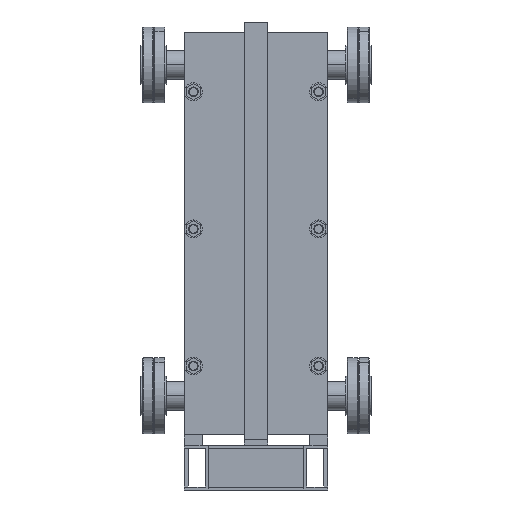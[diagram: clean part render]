
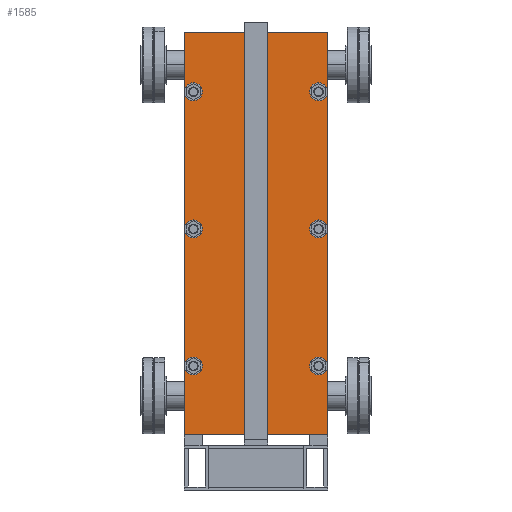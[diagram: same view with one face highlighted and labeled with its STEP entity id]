
A CAD part, left-side view. The second image highlights one B-rep face of the part: STEP entity #1585.
In plain terms, the highlighted planar face has unit normal (-1, 0, 0).
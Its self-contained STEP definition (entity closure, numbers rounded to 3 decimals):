
#1138=CARTESIAN_POINT('Vertex',(-117.,120.,337.5)) ;
#1143=CARTESIAN_POINT('Line Origine',(-117.,0.,337.5)) ;
#1147=CARTESIAN_POINT('Vertex',(-117.,-120.,337.5)) ;
#1169=CARTESIAN_POINT('Line Origine',(-117.,-120.,0.)) ;
#1173=CARTESIAN_POINT('Vertex',(-117.,-120.,-337.5)) ;
#1195=CARTESIAN_POINT('Line Origine',(-117.,0.,-337.5)) ;
#1199=CARTESIAN_POINT('Vertex',(-117.,120.,-337.5)) ;
#1221=CARTESIAN_POINT('Line Origine',(-117.,120.,0.)) ;
#1251=CARTESIAN_POINT('Vertex',(-117.,-96.,237.5)) ;
#1254=CARTESIAN_POINT('Axis2P3D Location',(-117.,-105.,237.5)) ;
#1258=CARTESIAN_POINT('Vertex',(-117.,-114.,237.5)) ;
#1278=CARTESIAN_POINT('Axis2P3D Location',(-117.,-105.,237.5)) ;
#1303=CARTESIAN_POINT('Vertex',(-117.,-96.,7.5)) ;
#1306=CARTESIAN_POINT('Axis2P3D Location',(-117.,-105.,7.5)) ;
#1310=CARTESIAN_POINT('Vertex',(-117.,-114.,7.5)) ;
#1330=CARTESIAN_POINT('Axis2P3D Location',(-117.,-105.,7.5)) ;
#1355=CARTESIAN_POINT('Vertex',(-117.,-96.,-222.5)) ;
#1358=CARTESIAN_POINT('Axis2P3D Location',(-117.,-105.,-222.5)) ;
#1362=CARTESIAN_POINT('Vertex',(-117.,-114.,-222.5)) ;
#1382=CARTESIAN_POINT('Axis2P3D Location',(-117.,-105.,-222.5)) ;
#1407=CARTESIAN_POINT('Vertex',(-117.,96.,237.5)) ;
#1410=CARTESIAN_POINT('Axis2P3D Location',(-117.,105.,237.5)) ;
#1414=CARTESIAN_POINT('Vertex',(-117.,114.,237.5)) ;
#1434=CARTESIAN_POINT('Axis2P3D Location',(-117.,105.,237.5)) ;
#1459=CARTESIAN_POINT('Vertex',(-117.,96.,7.5)) ;
#1462=CARTESIAN_POINT('Axis2P3D Location',(-117.,105.,7.5)) ;
#1466=CARTESIAN_POINT('Vertex',(-117.,114.,7.5)) ;
#1486=CARTESIAN_POINT('Axis2P3D Location',(-117.,105.,7.5)) ;
#1511=CARTESIAN_POINT('Vertex',(-117.,96.,-222.5)) ;
#1514=CARTESIAN_POINT('Axis2P3D Location',(-117.,105.,-222.5)) ;
#1518=CARTESIAN_POINT('Vertex',(-117.,114.,-222.5)) ;
#1538=CARTESIAN_POINT('Axis2P3D Location',(-117.,105.,-222.5)) ;
#1550=CARTESIAN_POINT('Axis2P3D Location',(-117.,0.,0.)) ;
#1144=DIRECTION('Vector Direction',(0.,1.,0.)) ;
#1170=DIRECTION('Vector Direction',(0.,0.,1.)) ;
#1196=DIRECTION('Vector Direction',(0.,-1.,0.)) ;
#1222=DIRECTION('Vector Direction',(0.,0.,-1.)) ;
#1255=DIRECTION('Axis2P3D Direction',(1.,0.,0.)) ;
#1279=DIRECTION('Axis2P3D Direction',(1.,0.,0.)) ;
#1307=DIRECTION('Axis2P3D Direction',(1.,0.,0.)) ;
#1331=DIRECTION('Axis2P3D Direction',(1.,0.,0.)) ;
#1359=DIRECTION('Axis2P3D Direction',(1.,0.,0.)) ;
#1383=DIRECTION('Axis2P3D Direction',(1.,0.,0.)) ;
#1411=DIRECTION('Axis2P3D Direction',(1.,0.,0.)) ;
#1435=DIRECTION('Axis2P3D Direction',(1.,0.,0.)) ;
#1463=DIRECTION('Axis2P3D Direction',(1.,0.,0.)) ;
#1487=DIRECTION('Axis2P3D Direction',(1.,0.,0.)) ;
#1515=DIRECTION('Axis2P3D Direction',(1.,0.,0.)) ;
#1539=DIRECTION('Axis2P3D Direction',(1.,0.,0.)) ;
#1551=DIRECTION('Axis2P3D Direction',(1.,0.,0.)) ;
#1552=DIRECTION('Axis2P3D XDirection',(0.,1.,0.)) ;
#1256=AXIS2_PLACEMENT_3D('Circle Axis2P3D',#1254,#1255,$) ;
#1280=AXIS2_PLACEMENT_3D('Circle Axis2P3D',#1278,#1279,$) ;
#1308=AXIS2_PLACEMENT_3D('Circle Axis2P3D',#1306,#1307,$) ;
#1332=AXIS2_PLACEMENT_3D('Circle Axis2P3D',#1330,#1331,$) ;
#1360=AXIS2_PLACEMENT_3D('Circle Axis2P3D',#1358,#1359,$) ;
#1384=AXIS2_PLACEMENT_3D('Circle Axis2P3D',#1382,#1383,$) ;
#1412=AXIS2_PLACEMENT_3D('Circle Axis2P3D',#1410,#1411,$) ;
#1436=AXIS2_PLACEMENT_3D('Circle Axis2P3D',#1434,#1435,$) ;
#1464=AXIS2_PLACEMENT_3D('Circle Axis2P3D',#1462,#1463,$) ;
#1488=AXIS2_PLACEMENT_3D('Circle Axis2P3D',#1486,#1487,$) ;
#1516=AXIS2_PLACEMENT_3D('Circle Axis2P3D',#1514,#1515,$) ;
#1540=AXIS2_PLACEMENT_3D('Circle Axis2P3D',#1538,#1539,$) ;
#1553=AXIS2_PLACEMENT_3D('Plane Axis2P3D',#1550,#1551,#1552) ;
#1556=ORIENTED_EDGE('',*,*,#1225,.F.) ;
#1557=ORIENTED_EDGE('',*,*,#1201,.F.) ;
#1558=ORIENTED_EDGE('',*,*,#1175,.F.) ;
#1559=ORIENTED_EDGE('',*,*,#1149,.F.) ;
#1562=ORIENTED_EDGE('',*,*,#1282,.T.) ;
#1563=ORIENTED_EDGE('',*,*,#1260,.T.) ;
#1566=ORIENTED_EDGE('',*,*,#1334,.T.) ;
#1567=ORIENTED_EDGE('',*,*,#1312,.T.) ;
#1570=ORIENTED_EDGE('',*,*,#1386,.T.) ;
#1571=ORIENTED_EDGE('',*,*,#1364,.T.) ;
#1574=ORIENTED_EDGE('',*,*,#1438,.T.) ;
#1575=ORIENTED_EDGE('',*,*,#1416,.T.) ;
#1578=ORIENTED_EDGE('',*,*,#1490,.T.) ;
#1579=ORIENTED_EDGE('',*,*,#1468,.T.) ;
#1582=ORIENTED_EDGE('',*,*,#1542,.T.) ;
#1583=ORIENTED_EDGE('',*,*,#1520,.T.) ;
#1564=FACE_BOUND('',#1561,.T.) ;
#1568=FACE_BOUND('',#1565,.T.) ;
#1572=FACE_BOUND('',#1569,.T.) ;
#1576=FACE_BOUND('',#1573,.T.) ;
#1580=FACE_BOUND('',#1577,.T.) ;
#1584=FACE_BOUND('',#1581,.T.) ;
#1145=VECTOR('Line Direction',#1144,1.) ;
#1171=VECTOR('Line Direction',#1170,1.) ;
#1197=VECTOR('Line Direction',#1196,1.) ;
#1223=VECTOR('Line Direction',#1222,1.) ;
#1585=ADVANCED_FACE('Body.2',(#1560,#1564,#1568,#1572,#1576,#1580,#1584),#1554,.F.) ;
#1257=CIRCLE('generated circle',#1256,9.) ;
#1281=CIRCLE('generated circle',#1280,9.) ;
#1309=CIRCLE('generated circle',#1308,9.) ;
#1333=CIRCLE('generated circle',#1332,9.) ;
#1361=CIRCLE('generated circle',#1360,9.) ;
#1385=CIRCLE('generated circle',#1384,9.) ;
#1413=CIRCLE('generated circle',#1412,9.) ;
#1437=CIRCLE('generated circle',#1436,9.) ;
#1465=CIRCLE('generated circle',#1464,9.) ;
#1489=CIRCLE('generated circle',#1488,9.) ;
#1517=CIRCLE('generated circle',#1516,9.) ;
#1541=CIRCLE('generated circle',#1540,9.) ;
#1149=EDGE_CURVE('',#1139,#1148,#1146,.F.) ;
#1175=EDGE_CURVE('',#1148,#1174,#1172,.F.) ;
#1201=EDGE_CURVE('',#1174,#1200,#1198,.F.) ;
#1225=EDGE_CURVE('',#1200,#1139,#1224,.F.) ;
#1260=EDGE_CURVE('',#1259,#1252,#1257,.T.) ;
#1282=EDGE_CURVE('',#1252,#1259,#1281,.T.) ;
#1312=EDGE_CURVE('',#1311,#1304,#1309,.T.) ;
#1334=EDGE_CURVE('',#1304,#1311,#1333,.T.) ;
#1364=EDGE_CURVE('',#1363,#1356,#1361,.T.) ;
#1386=EDGE_CURVE('',#1356,#1363,#1385,.T.) ;
#1416=EDGE_CURVE('',#1415,#1408,#1413,.T.) ;
#1438=EDGE_CURVE('',#1408,#1415,#1437,.T.) ;
#1468=EDGE_CURVE('',#1467,#1460,#1465,.T.) ;
#1490=EDGE_CURVE('',#1460,#1467,#1489,.T.) ;
#1520=EDGE_CURVE('',#1519,#1512,#1517,.T.) ;
#1542=EDGE_CURVE('',#1512,#1519,#1541,.T.) ;
#1555=EDGE_LOOP('',(#1556,#1557,#1558,#1559)) ;
#1561=EDGE_LOOP('',(#1562,#1563)) ;
#1565=EDGE_LOOP('',(#1566,#1567)) ;
#1569=EDGE_LOOP('',(#1570,#1571)) ;
#1573=EDGE_LOOP('',(#1574,#1575)) ;
#1577=EDGE_LOOP('',(#1578,#1579)) ;
#1581=EDGE_LOOP('',(#1582,#1583)) ;
#1560=FACE_OUTER_BOUND('',#1555,.T.) ;
#1146=LINE('Line',#1143,#1145) ;
#1172=LINE('Line',#1169,#1171) ;
#1198=LINE('Line',#1195,#1197) ;
#1224=LINE('Line',#1221,#1223) ;
#1554=PLANE('Plane',#1553) ;
#1139=VERTEX_POINT('',#1138) ;
#1148=VERTEX_POINT('',#1147) ;
#1174=VERTEX_POINT('',#1173) ;
#1200=VERTEX_POINT('',#1199) ;
#1252=VERTEX_POINT('',#1251) ;
#1259=VERTEX_POINT('',#1258) ;
#1304=VERTEX_POINT('',#1303) ;
#1311=VERTEX_POINT('',#1310) ;
#1356=VERTEX_POINT('',#1355) ;
#1363=VERTEX_POINT('',#1362) ;
#1408=VERTEX_POINT('',#1407) ;
#1415=VERTEX_POINT('',#1414) ;
#1460=VERTEX_POINT('',#1459) ;
#1467=VERTEX_POINT('',#1466) ;
#1512=VERTEX_POINT('',#1511) ;
#1519=VERTEX_POINT('',#1518) ;
